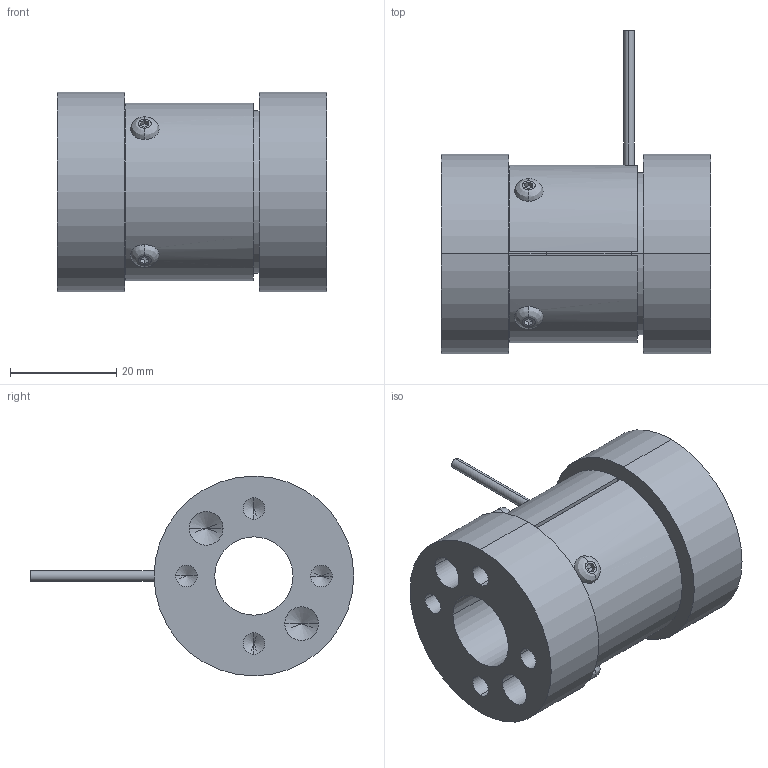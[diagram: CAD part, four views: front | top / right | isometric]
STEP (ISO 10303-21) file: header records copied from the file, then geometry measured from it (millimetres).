
FILE_DESCRIPTION((''),'2;1');
FILE_NAME('TFF350.stp','2011-04-25T08:38:03',(''),(''),'Mechanical Desktop 2009','Mechanical Desktop 2009',', , ');
FILE_SCHEMA(('CONFIG_CONTROL_DESIGN'));
Length unit declared in the file: inch
Products named in the file (2): TFF350; PART1
Assembly tree (1 placements, depth 2):
  TFF350
    PART1
Bounding box: 50.8 x 60.91 x 37.59 mm (x, y, z)
Volume: 36514.9 mm3; surface area: 17769.9 mm2
Topology: 4 solids, 4 shells, 150 faces, 390 edges, 244 vertices
Faces by surface type: cylinder 55, plane 47, cone 40, bspline 8
Entity records: 5579 total; most frequent: CARTESIAN_POINT 1944, ORIENTED_EDGE 748, DIRECTION 714, EDGE_CURVE 374, AXIS2_PLACEMENT_3D 274, VERTEX_POINT 244, EDGE_LOOP 188, VECTOR 166
